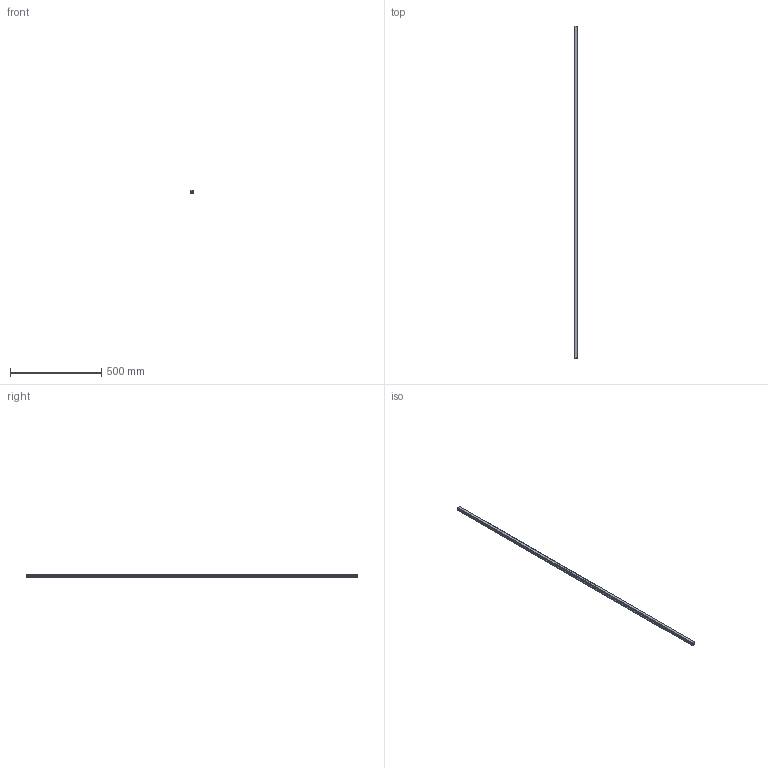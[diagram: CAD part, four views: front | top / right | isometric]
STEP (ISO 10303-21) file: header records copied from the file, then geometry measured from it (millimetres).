
FILE_DESCRIPTION(('STEP AP214'),'1');
FILE_NAME('cctmp_AAF5C3AB-1032-4D07-BFE4-20830CDC8BF1_2021_01_21_13_52_01_0762..stp','2021-01-21T12:52:01',('HIWIN GmbH'),('CADClick - www.CADClick.com'),'Spatial InterOp 3D',' ','unknown authorization');
FILE_SCHEMA(('AUTOMOTIVE_DESIGN'));
Length unit declared in the file: millimetre
Products named in the file (1): HGR20T1820C_FILE
Bounding box: 20 x 1820 x 17.5 mm (x, y, z)
Volume: 537390.2 mm3; surface area: 145404.6 mm2
Topology: 1 solids, 1 shells, 231 faces, 613 edges, 357 vertices
Faces by surface type: plane 85, cylinder 84, cone 62
Entity records: 8537 total; most frequent: DIRECTION 1183, CARTESIAN_POINT 1140, ORIENTED_EDGE 1102, EDGE_CURVE 551, AXIS2_PLACEMENT_3D 400, LINE 383, VECTOR 383, VERTEX_POINT 357
